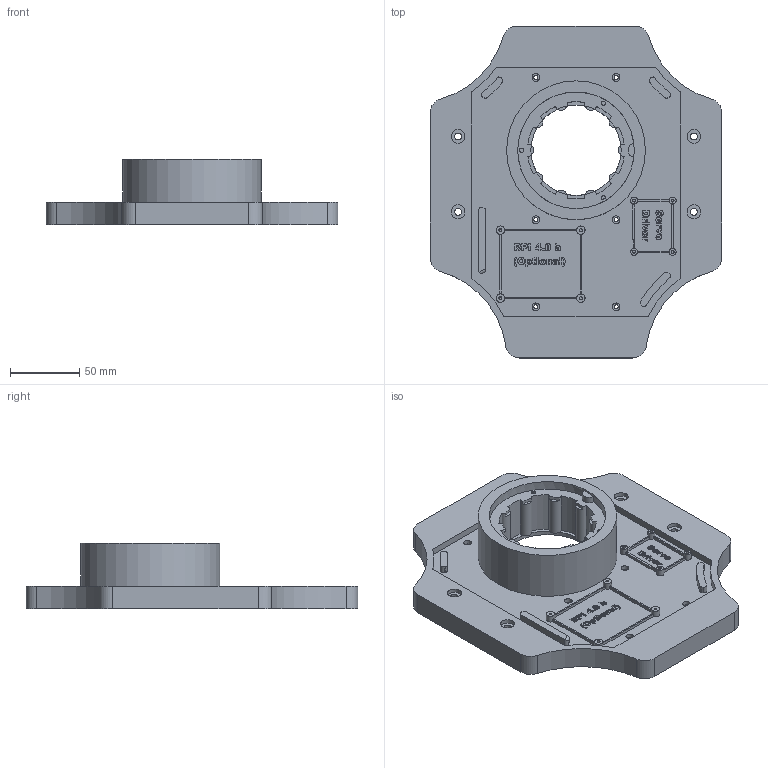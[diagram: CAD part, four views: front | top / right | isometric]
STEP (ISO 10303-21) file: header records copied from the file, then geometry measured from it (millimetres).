
FILE_DESCRIPTION(/* description */ (''),/* implementation_level */ '2;1');
FILE_NAME(/* name */ 'Base.step',/* time_stamp */ '2025-09-14T20:27:11+08:00',/* author */ (''),/* organization */ (''),/* preprocessor_version */ 'ST-DEVELOPER v20.1',/* originating_system */ 'Autodesk Translation Framework v14.10.0.0',/* authorisation */ '');
FILE_SCHEMA (('AUTOMOTIVE_DESIGN { 1 0 10303 214 3 1 1 }'));
Length unit declared in the file: millimetre
Products named in the file (1): Base
Bounding box: 210 x 239.24 x 47 mm (x, y, z)
Volume: 610264.2 mm3; surface area: 120091.5 mm2
Topology: 1 solids, 1 shells, 776 faces, 2071 edges, 1374 vertices
Faces by surface type: plane 334, bspline 284, cylinder 158
Full cylindrical faces by diameter (mm): 2.1 x8, 3 x6, 5 x8, 5.5 x6, 6 x4, 10 x4, 65 x1, 84 x1, 85 x1, 100 x1
Entity records: 26981 total; most frequent: CARTESIAN_POINT 9050, ORIENTED_EDGE 4142, DIRECTION 2949, EDGE_CURVE 2071, VERTEX_POINT 1374, LINE 1043, VECTOR 1043, AXIS2_PLACEMENT_3D 953
